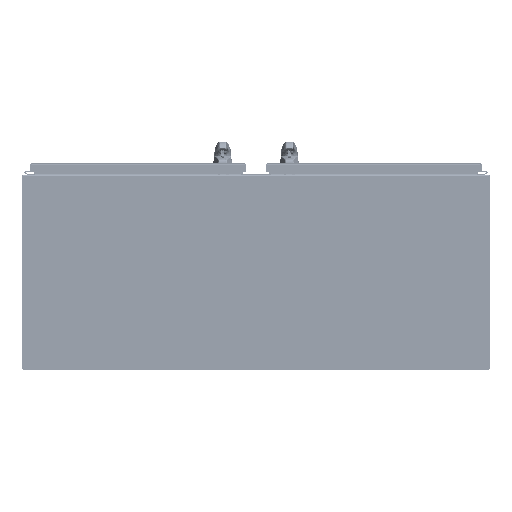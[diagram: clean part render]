
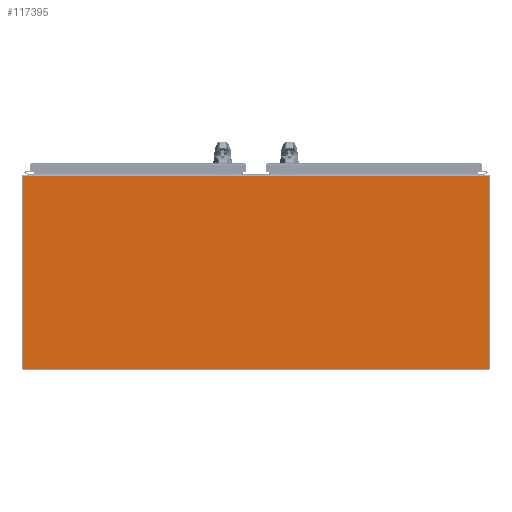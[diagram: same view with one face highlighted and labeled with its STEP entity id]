
A CAD part, front view. The second image highlights one B-rep face of the part: STEP entity #117395.
In plain terms, the highlighted face is planar.
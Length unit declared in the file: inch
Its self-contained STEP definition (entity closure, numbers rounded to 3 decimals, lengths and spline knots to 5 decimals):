
#773 = CARTESIAN_POINT ( 'NONE',  ( -0.44585, -1.1081, 0.125 ) ) ;
#4171 = FACE_OUTER_BOUND ( 'NONE', #53048, .T. ) ;
#4201 = CARTESIAN_POINT ( 'NONE',  ( -0.44585, 18.7669, 0.125 ) ) ;
#5837 = LINE ( 'NONE', #17151, #102434 ) ;
#7446 = EDGE_CURVE ( 'NONE', #60682, #44499, #5837, .T. ) ;
#10086 = ORIENTED_EDGE ( 'NONE', *, *, #94674, .F. ) ;
#13853 = CARTESIAN_POINT ( 'NONE',  ( 47.42915, 18.7669, 0.125 ) ) ;
#15379 = VECTOR ( 'NONE', #83335, 39.37008 ) ;
#16419 = DIRECTION ( 'NONE',  ( 1., 0., 0. ) ) ;
#17151 = CARTESIAN_POINT ( 'NONE',  ( 11.5229, -1.07685, 0.125 ) ) ;
#18860 = LINE ( 'NONE', #83309, #15379 ) ;
#23212 = VERTEX_POINT ( 'NONE', #4201 ) ;
#24388 = VECTOR ( 'NONE', #77490, 39.37008 ) ;
#24917 = VECTOR ( 'NONE', #16419, 39.37008 ) ;
#27195 = ORIENTED_EDGE ( 'NONE', *, *, #7446, .T. ) ;
#31745 = LINE ( 'NONE', #49062, #24917 ) ;
#44499 = VERTEX_POINT ( 'NONE', #55504 ) ;
#49062 = CARTESIAN_POINT ( 'NONE',  ( -0.44585, 18.7669, 0.125 ) ) ;
#53048 = EDGE_LOOP ( 'NONE', ( #27195, #10086, #70239, #107890 ) ) ;
#55504 = CARTESIAN_POINT ( 'NONE',  ( 47.42915, -1.07685, 0.125 ) ) ;
#60682 = VERTEX_POINT ( 'NONE', #62885 ) ;
#62606 = DIRECTION ( 'NONE',  ( 0., 0., 1. ) ) ;
#62885 = CARTESIAN_POINT ( 'NONE',  ( -0.44585, -1.07685, 0.125 ) ) ;
#70239 = ORIENTED_EDGE ( 'NONE', *, *, #112045, .F. ) ;
#72148 = AXIS2_PLACEMENT_3D ( 'NONE', #128057, #62606, #139259 ) ;
#72954 = PLANE ( 'NONE',  #72148 ) ;
#77251 = DIRECTION ( 'NONE',  ( 1., 0., 0. ) ) ;
#77490 = DIRECTION ( 'NONE',  ( 0., 1., 0. ) ) ;
#83309 = CARTESIAN_POINT ( 'NONE',  ( 47.42915, 18.7669, 0.125 ) ) ;
#83335 = DIRECTION ( 'NONE',  ( 0., -1., 0. ) ) ;
#94674 = EDGE_CURVE ( 'NONE', #131262, #44499, #18860, .T. ) ;
#102434 = VECTOR ( 'NONE', #77251, 39.37008 ) ;
#107890 = ORIENTED_EDGE ( 'NONE', *, *, #108518, .F. ) ;
#108518 = EDGE_CURVE ( 'NONE', #60682, #23212, #115331, .T. ) ;
#112045 = EDGE_CURVE ( 'NONE', #23212, #131262, #31745, .T. ) ;
#115331 = LINE ( 'NONE', #773, #24388 ) ;
#117395 = ADVANCED_FACE ( 'NONE', ( #4171 ), #72954, .T. ) ;
#128057 = CARTESIAN_POINT ( 'NONE',  ( 23.49165, 8.8294, 0.125 ) ) ;
#131262 = VERTEX_POINT ( 'NONE', #13853 ) ;
#139259 = DIRECTION ( 'NONE',  ( 1., 0., 0. ) ) ;
